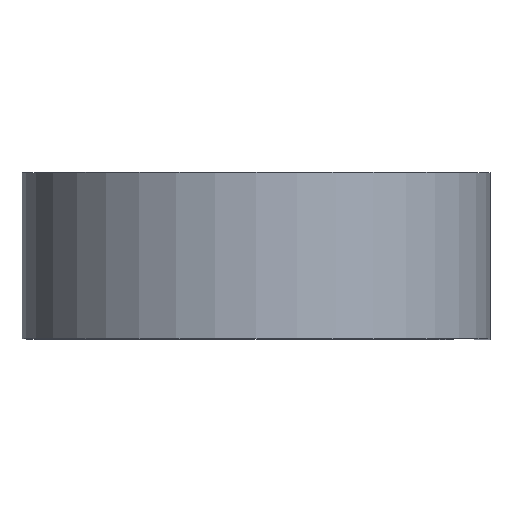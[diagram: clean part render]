
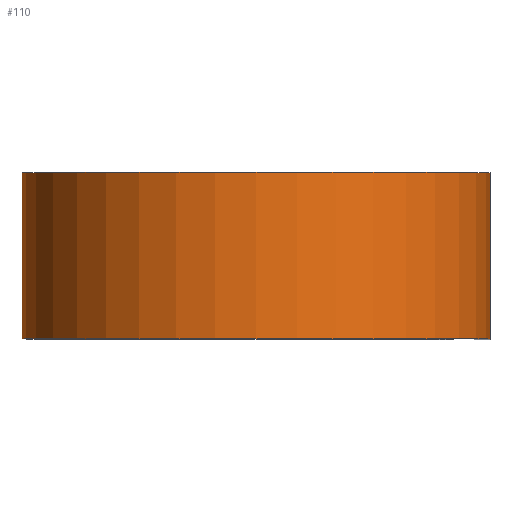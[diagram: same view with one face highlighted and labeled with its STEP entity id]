
A CAD part, top view. The second image highlights one B-rep face of the part: STEP entity #110.
In plain terms, the highlighted cylindrical face has radius 17.882 mm (diameter 35.763 mm), a partial arc.
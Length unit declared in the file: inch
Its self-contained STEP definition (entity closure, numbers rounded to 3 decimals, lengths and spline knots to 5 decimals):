
#30 = DIRECTION ( 'NONE',  ( 1., 0., 0. ) ) ;
#33 = DIRECTION ( 'NONE',  ( 0., 1., 0. ) ) ;
#35 = CARTESIAN_POINT ( 'NONE',  ( 0., -0.25, 0. ) ) ;
#39 = CARTESIAN_POINT ( 'NONE',  ( 0., -0.25, -0.704 ) ) ;
#51 = AXIS2_PLACEMENT_3D ( 'NONE', #209, #267, #558 ) ;
#52 = CARTESIAN_POINT ( 'NONE',  ( 0., 0.25, -0.704 ) ) ;
#64 = VERTEX_POINT ( 'NONE', #542 ) ;
#84 = CYLINDRICAL_SURFACE ( 'NONE', #51, 0.704 ) ;
#95 = AXIS2_PLACEMENT_3D ( 'NONE', #35, #33, #30 ) ;
#110 = ADVANCED_FACE ( 'NONE', ( #642 ), #84, .T. ) ;
#115 = VERTEX_POINT ( 'NONE', #324 ) ;
#128 = AXIS2_PLACEMENT_3D ( 'NONE', #687, #685, #634 ) ;
#156 = LINE ( 'NONE', #510, #696 ) ;
#186 = LINE ( 'NONE', #327, #333 ) ;
#209 = CARTESIAN_POINT ( 'NONE',  ( 0., 0.25, 0. ) ) ;
#267 = DIRECTION ( 'NONE',  ( 0., -1., 0. ) ) ;
#311 = EDGE_CURVE ( 'NONE', #64, #115, #186, .T. ) ;
#324 = CARTESIAN_POINT ( 'NONE',  ( 0.704, -0.25, 0. ) ) ;
#327 = CARTESIAN_POINT ( 'NONE',  ( 0.704, 0.25, 0. ) ) ;
#333 = VECTOR ( 'NONE', #334, 39.37008 ) ;
#334 = DIRECTION ( 'NONE',  ( 0., -1., 0. ) ) ;
#353 = EDGE_LOOP ( 'NONE', ( #456, #678, #359, #494 ) ) ;
#359 = ORIENTED_EDGE ( 'NONE', *, *, #389, .F. ) ;
#389 = EDGE_CURVE ( 'NONE', #464, #64, #669, .T. ) ;
#413 = EDGE_CURVE ( 'NONE', #464, #625, #156, .T. ) ;
#455 = CIRCLE ( 'NONE', #95, 0.704 ) ;
#456 = ORIENTED_EDGE ( 'NONE', *, *, #614, .T. ) ;
#464 = VERTEX_POINT ( 'NONE', #52 ) ;
#494 = ORIENTED_EDGE ( 'NONE', *, *, #413, .T. ) ;
#510 = CARTESIAN_POINT ( 'NONE',  ( 0., 0.25, -0.704 ) ) ;
#542 = CARTESIAN_POINT ( 'NONE',  ( 0.704, 0.25, 0. ) ) ;
#558 = DIRECTION ( 'NONE',  ( 0., 0., -1. ) ) ;
#614 = EDGE_CURVE ( 'NONE', #625, #115, #455, .T. ) ;
#625 = VERTEX_POINT ( 'NONE', #39 ) ;
#632 = DIRECTION ( 'NONE',  ( 0., -1., 0. ) ) ;
#634 = DIRECTION ( 'NONE',  ( 1., 0., 0. ) ) ;
#642 = FACE_OUTER_BOUND ( 'NONE', #353, .T. ) ;
#669 = CIRCLE ( 'NONE', #128, 0.704 ) ;
#678 = ORIENTED_EDGE ( 'NONE', *, *, #311, .F. ) ;
#685 = DIRECTION ( 'NONE',  ( 0., 1., 0. ) ) ;
#687 = CARTESIAN_POINT ( 'NONE',  ( 0., 0.25, 0. ) ) ;
#696 = VECTOR ( 'NONE', #632, 39.37008 ) ;
